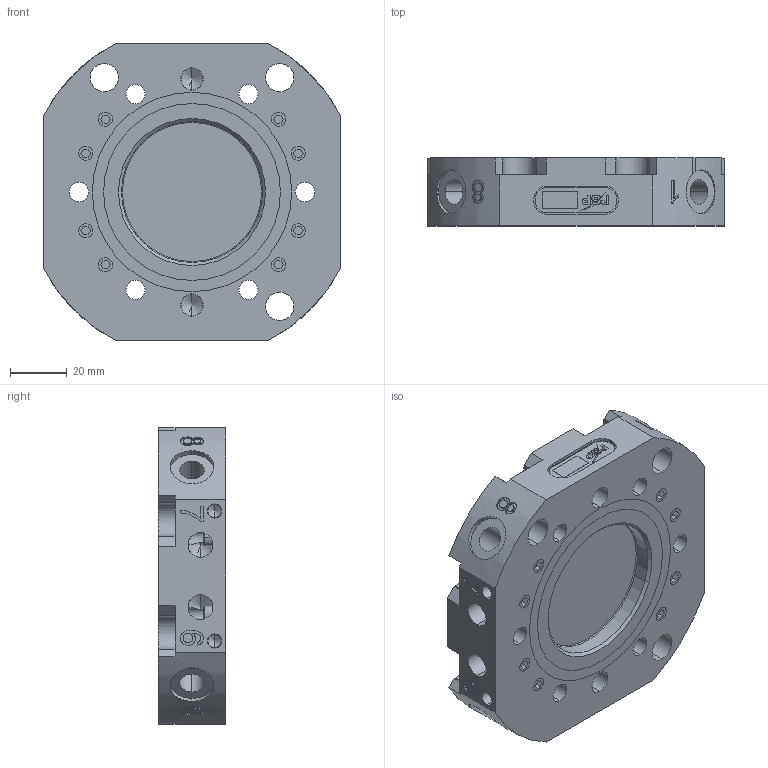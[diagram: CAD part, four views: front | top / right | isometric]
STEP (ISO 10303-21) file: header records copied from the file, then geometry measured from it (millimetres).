
FILE_DESCRIPTION (( 'STEP AP203' ), '1' );
FILE_NAME ('P1302.STEP', '2018-11-29T15:20:59', ( 'rsp' ), ( 'Hewlett-Packard Company' ), 'SwSTEP 2.0', 'SolidWorks 2017', '' );
FILE_SCHEMA (( 'CONFIG_CONTROL_DESIGN' ));
Length unit declared in the file: millimetre
Products named in the file (1): P1302
Bounding box: 105 x 24 x 105 mm (x, y, z)
Volume: 152339.8 mm3; surface area: 53995.5 mm2
Topology: 11 solids, 11 shells, 609 faces, 1577 edges, 991 vertices
Faces by surface type: plane 237, cylinder 171, cone 100, bspline 99, torus 2
Entity records: 24044 total; most frequent: CARTESIAN_POINT 9776, ORIENTED_EDGE 3058, DIRECTION 2662, EDGE_CURVE 1529, VERTEX_POINT 991, AXIS2_PLACEMENT_3D 894, VECTOR 874, LINE 874
